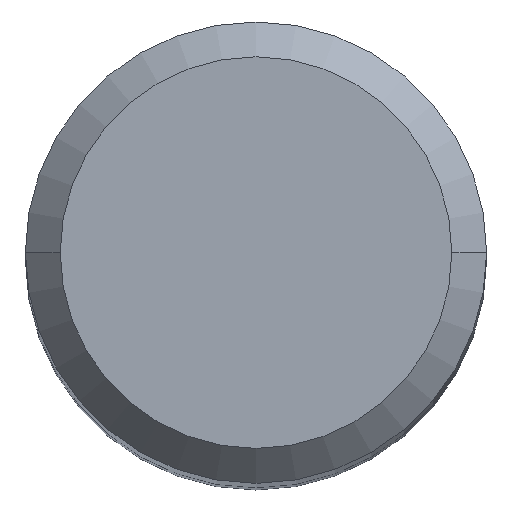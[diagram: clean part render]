
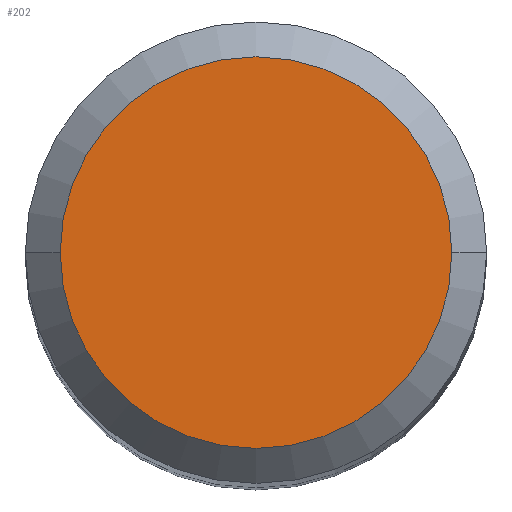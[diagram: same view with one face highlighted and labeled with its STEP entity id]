
A CAD part, top view. The second image highlights one B-rep face of the part: STEP entity #202.
In plain terms, the highlighted planar face has unit normal (0, 0, 1).
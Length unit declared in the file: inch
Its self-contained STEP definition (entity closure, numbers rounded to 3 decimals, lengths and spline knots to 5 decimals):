
#5 = FACE_OUTER_BOUND ( 'NONE', #359, .T. ) ;
#40 = DIRECTION ( 'NONE',  ( 0., 0., -1. ) ) ;
#57 = CARTESIAN_POINT ( 'NONE',  ( 0., 0., 0. ) ) ;
#88 = EDGE_CURVE ( 'NONE', #345, #354, #205, .T. ) ;
#90 = DIRECTION ( 'NONE',  ( 1., 0., 0. ) ) ;
#109 = ORIENTED_EDGE ( 'NONE', *, *, #88, .T. ) ;
#111 = DIRECTION ( 'NONE',  ( 0., 0., 1. ) ) ;
#120 = CIRCLE ( 'NONE', #346, 0.17545 ) ;
#132 = EDGE_CURVE ( 'NONE', #354, #345, #120, .T. ) ;
#148 = CARTESIAN_POINT ( 'NONE',  ( 0., 0., 0. ) ) ;
#165 = DIRECTION ( 'NONE',  ( 0., 0., 1. ) ) ;
#179 = DIRECTION ( 'NONE',  ( -1., 0., 0. ) ) ;
#202 = ADVANCED_FACE ( 'NONE', ( #5 ), #312, .F. ) ;
#205 = CIRCLE ( 'NONE', #260, 0.17545 ) ;
#207 = DIRECTION ( 'NONE',  ( 1., 0., 0. ) ) ;
#231 = CARTESIAN_POINT ( 'NONE',  ( 0., 0., 0. ) ) ;
#250 = AXIS2_PLACEMENT_3D ( 'NONE', #148, #40, #179 ) ;
#260 = AXIS2_PLACEMENT_3D ( 'NONE', #231, #111, #207 ) ;
#284 = CARTESIAN_POINT ( 'NONE',  ( 0.17545, 0., 0. ) ) ;
#312 = PLANE ( 'NONE',  #250 ) ;
#326 = ORIENTED_EDGE ( 'NONE', *, *, #132, .T. ) ;
#345 = VERTEX_POINT ( 'NONE', #284 ) ;
#346 = AXIS2_PLACEMENT_3D ( 'NONE', #57, #165, #90 ) ;
#354 = VERTEX_POINT ( 'NONE', #360 ) ;
#359 = EDGE_LOOP ( 'NONE', ( #326, #109 ) ) ;
#360 = CARTESIAN_POINT ( 'NONE',  ( -0.17545, 0., 0. ) ) ;
